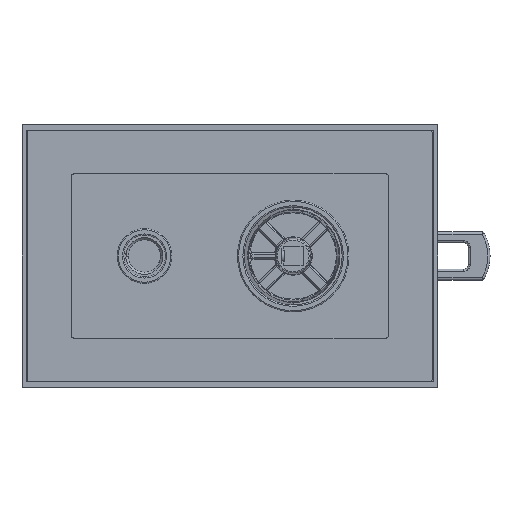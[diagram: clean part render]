
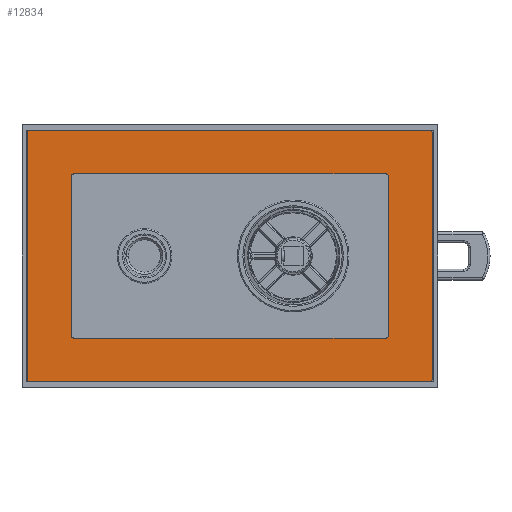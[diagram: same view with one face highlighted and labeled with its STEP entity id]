
A CAD part, left-side view. The second image highlights one B-rep face of the part: STEP entity #12834.
In plain terms, the highlighted face is planar.
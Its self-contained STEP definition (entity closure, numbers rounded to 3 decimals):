
#12341=CARTESIAN_POINT('',(-36.5,6.,-71.5));
#12342=DIRECTION('',(0.,-1.,0.));
#12343=DIRECTION('',(-1.,0.,0.));
#12344=AXIS2_PLACEMENT_3D('',#12341,#12342,#12343);
#12371=CARTESIAN_POINT('',(-36.5,6.,71.5));
#12372=DIRECTION('',(0.,-1.,0.));
#12373=DIRECTION('',(0.,0.,1.));
#12374=AXIS2_PLACEMENT_3D('',#12371,#12372,#12373);
#12401=CARTESIAN_POINT('',(36.5,6.,71.5));
#12402=DIRECTION('',(0.,-1.,0.));
#12403=DIRECTION('',(1.,0.,0.));
#12404=AXIS2_PLACEMENT_3D('',#12401,#12402,#12403);
#12431=CARTESIAN_POINT('',(36.5,6.,-71.5));
#12432=DIRECTION('',(0.,-1.,0.));
#12433=DIRECTION('',(0.,0.,-1.));
#12434=AXIS2_PLACEMENT_3D('',#12431,#12432,#12433);
#12439=DIRECTION('',(0.,0.,1.));
#12440=VECTOR('',#12439,143.);
#12441=CARTESIAN_POINT('',(37.5,6.,-71.5));
#12442=LINE('',#12441,#12440);
#12446=DIRECTION('',(1.,0.,0.));
#12447=VECTOR('',#12446,73.);
#12448=CARTESIAN_POINT('',(-36.5,6.,-72.5));
#12449=LINE('',#12448,#12447);
#12453=DIRECTION('',(0.,0.,-1.));
#12454=VECTOR('',#12453,143.);
#12455=CARTESIAN_POINT('',(-37.5,6.,71.5));
#12456=LINE('',#12455,#12454);
#12460=DIRECTION('',(-1.,0.,0.));
#12461=VECTOR('',#12460,73.);
#12462=CARTESIAN_POINT('',(36.5,6.,72.5));
#12463=LINE('',#12462,#12461);
#12467=CARTESIAN_POINT('',(56.5,6.,-91.5));
#12468=DIRECTION('',(0.,1.,0.));
#12469=DIRECTION('',(1.,0.,0.));
#12470=AXIS2_PLACEMENT_3D('',#12467,#12468,#12469);
#12475=DIRECTION('',(0.,0.,-1.));
#12476=VECTOR('',#12475,183.);
#12477=CARTESIAN_POINT('',(57.5,6.,91.5));
#12478=LINE('',#12477,#12476);
#12482=CARTESIAN_POINT('',(56.5,6.,91.5));
#12483=DIRECTION('',(0.,1.,0.));
#12484=DIRECTION('',(0.,0.,1.));
#12485=AXIS2_PLACEMENT_3D('',#12482,#12483,#12484);
#12490=DIRECTION('',(1.,0.,0.));
#12491=VECTOR('',#12490,113.);
#12492=CARTESIAN_POINT('',(-56.5,6.,92.5));
#12493=LINE('',#12492,#12491);
#12497=CARTESIAN_POINT('',(-56.5,6.,91.5));
#12498=DIRECTION('',(0.,1.,0.));
#12499=DIRECTION('',(-1.,0.,0.));
#12500=AXIS2_PLACEMENT_3D('',#12497,#12498,#12499);
#12505=DIRECTION('',(0.,0.,1.));
#12506=VECTOR('',#12505,183.);
#12507=CARTESIAN_POINT('',(-57.5,6.,-91.5));
#12508=LINE('',#12507,#12506);
#12512=CARTESIAN_POINT('',(-56.5,6.,-91.5));
#12513=DIRECTION('',(0.,1.,0.));
#12514=DIRECTION('',(0.,0.,-1.));
#12515=AXIS2_PLACEMENT_3D('',#12512,#12513,#12514);
#12520=DIRECTION('',(-1.,0.,0.));
#12521=VECTOR('',#12520,113.);
#12522=CARTESIAN_POINT('',(56.5,6.,-92.5));
#12523=LINE('',#12522,#12521);
#12584=CARTESIAN_POINT('',(-36.5,6.,-72.5));
#12586=VERTEX_POINT('',#12584);
#12588=CARTESIAN_POINT('',(-37.5,6.,-71.5));
#12590=VERTEX_POINT('',#12588);
#12592=CARTESIAN_POINT('',(37.5,6.,-71.5));
#12594=VERTEX_POINT('',#12592);
#12596=CARTESIAN_POINT('',(36.5,6.,-72.5));
#12598=VERTEX_POINT('',#12596);
#12600=CARTESIAN_POINT('',(36.5,6.,72.5));
#12602=VERTEX_POINT('',#12600);
#12604=CARTESIAN_POINT('',(37.5,6.,71.5));
#12606=VERTEX_POINT('',#12604);
#12608=CARTESIAN_POINT('',(-37.5,6.,71.5));
#12610=VERTEX_POINT('',#12608);
#12612=CARTESIAN_POINT('',(-36.5,6.,72.5));
#12614=VERTEX_POINT('',#12612);
#12619=CARTESIAN_POINT('',(57.5,6.,-91.5));
#12620=VERTEX_POINT('',#12619);
#12621=CARTESIAN_POINT('',(56.5,6.,-92.5));
#12622=VERTEX_POINT('',#12621);
#12627=CARTESIAN_POINT('',(-56.5,6.,-92.5));
#12628=VERTEX_POINT('',#12627);
#12629=CARTESIAN_POINT('',(-57.5,6.,-91.5));
#12630=VERTEX_POINT('',#12629);
#12635=CARTESIAN_POINT('',(-57.5,6.,91.5));
#12636=VERTEX_POINT('',#12635);
#12637=CARTESIAN_POINT('',(-56.5,6.,92.5));
#12638=VERTEX_POINT('',#12637);
#12643=CARTESIAN_POINT('',(56.5,6.,92.5));
#12644=VERTEX_POINT('',#12643);
#12645=CARTESIAN_POINT('',(57.5,6.,91.5));
#12646=VERTEX_POINT('',#12645);
#12801=CARTESIAN_POINT('',(0.,6.,0.));
#12802=DIRECTION('',(0.,1.,0.));
#12803=DIRECTION('',(1.,0.,0.));
#12804=AXIS2_PLACEMENT_3D('',#12801,#12802,#12803);
#12805=PLANE('',#12804);
#12807=ORIENTED_EDGE('',*,*,#12806,.F.);
#12809=ORIENTED_EDGE('',*,*,#12808,.F.);
#12811=ORIENTED_EDGE('',*,*,#12810,.F.);
#12813=ORIENTED_EDGE('',*,*,#12812,.F.);
#12815=ORIENTED_EDGE('',*,*,#12814,.F.);
#12817=ORIENTED_EDGE('',*,*,#12816,.F.);
#12819=ORIENTED_EDGE('',*,*,#12818,.F.);
#12821=ORIENTED_EDGE('',*,*,#12820,.F.);
#12822=EDGE_LOOP('',(#12807,#12809,#12811,#12813,#12815,#12817,#12819,#12821));
#12823=FACE_OUTER_BOUND('',#12822,.F.);
#12824=ORIENTED_EDGE('',*,*,#12781,.F.);
#12825=ORIENTED_EDGE('',*,*,#12796,.F.);
#12826=ORIENTED_EDGE('',*,*,#12696,.F.);
#12827=ORIENTED_EDGE('',*,*,#12713,.F.);
#12828=ORIENTED_EDGE('',*,*,#12727,.F.);
#12829=ORIENTED_EDGE('',*,*,#12741,.F.);
#12830=ORIENTED_EDGE('',*,*,#12753,.F.);
#12831=ORIENTED_EDGE('',*,*,#12769,.F.);
#12832=EDGE_LOOP('',(#12824,#12825,#12826,#12827,#12828,#12829,#12830,#12831));
#12833=FACE_BOUND('',#12832,.F.);
#12834=ADVANCED_FACE('',(#12823,#12833),#12805,.T.);
#12345=CIRCLE('',#12344,1.);
#12375=CIRCLE('',#12374,1.);
#12405=CIRCLE('',#12404,1.);
#12435=CIRCLE('',#12434,1.);
#12471=CIRCLE('',#12470,1.);
#12486=CIRCLE('',#12485,1.);
#12501=CIRCLE('',#12500,1.);
#12516=CIRCLE('',#12515,1.);
#12696=EDGE_CURVE('',#12586,#12598,#12449,.T.);
#12713=EDGE_CURVE('',#12590,#12586,#12345,.T.);
#12727=EDGE_CURVE('',#12610,#12590,#12456,.T.);
#12741=EDGE_CURVE('',#12614,#12610,#12375,.T.);
#12753=EDGE_CURVE('',#12602,#12614,#12463,.T.);
#12769=EDGE_CURVE('',#12606,#12602,#12405,.T.);
#12781=EDGE_CURVE('',#12594,#12606,#12442,.T.);
#12796=EDGE_CURVE('',#12598,#12594,#12435,.T.);
#12806=EDGE_CURVE('',#12620,#12622,#12471,.T.);
#12808=EDGE_CURVE('',#12646,#12620,#12478,.T.);
#12810=EDGE_CURVE('',#12644,#12646,#12486,.T.);
#12812=EDGE_CURVE('',#12638,#12644,#12493,.T.);
#12814=EDGE_CURVE('',#12636,#12638,#12501,.T.);
#12816=EDGE_CURVE('',#12630,#12636,#12508,.T.);
#12818=EDGE_CURVE('',#12628,#12630,#12516,.T.);
#12820=EDGE_CURVE('',#12622,#12628,#12523,.T.);
